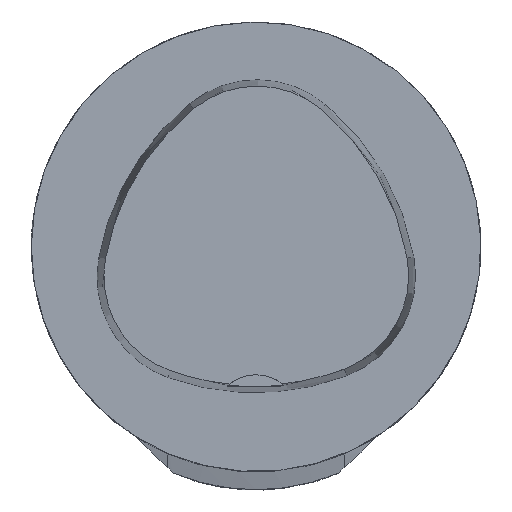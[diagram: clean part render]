
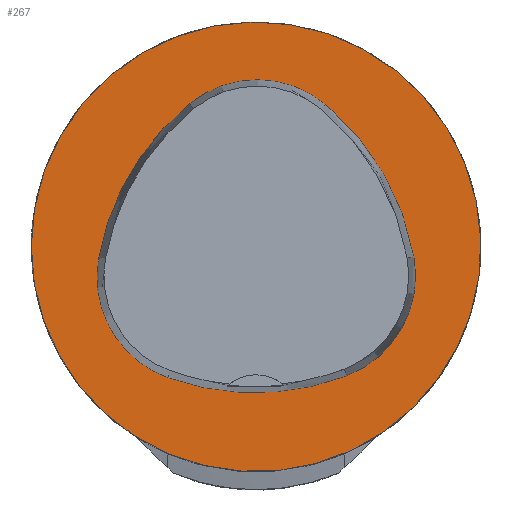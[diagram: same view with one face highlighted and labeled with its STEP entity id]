
A CAD part, top view. The second image highlights one B-rep face of the part: STEP entity #267.
In plain terms, the highlighted planar face has unit normal (0, 0, 1).
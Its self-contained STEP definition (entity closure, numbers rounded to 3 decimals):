
#267=ADVANCED_FACE('',(#346,#347),#303,.T.);
#303=PLANE('',#1004);
#346=FACE_BOUND('',#394,.T.);
#347=FACE_BOUND('',#395,.T.);
#394=EDGE_LOOP('',(#540,#541,#542,#543,#544,#545));
#395=EDGE_LOOP('',(#546));
#540=ORIENTED_EDGE('',*,*,#795,.T.);
#541=ORIENTED_EDGE('',*,*,#775,.T.);
#542=ORIENTED_EDGE('',*,*,#779,.T.);
#543=ORIENTED_EDGE('',*,*,#782,.T.);
#544=ORIENTED_EDGE('',*,*,#785,.T.);
#545=ORIENTED_EDGE('',*,*,#793,.T.);
#546=ORIENTED_EDGE('',*,*,#744,.F.);
#667=VERTEX_POINT('',#1509);
#693=VERTEX_POINT('',#1598);
#694=VERTEX_POINT('',#1599);
#697=VERTEX_POINT('',#1607);
#699=VERTEX_POINT('',#1613);
#701=VERTEX_POINT('',#1619);
#708=VERTEX_POINT('',#1640);
#744=EDGE_CURVE('',#667,#667,#830,.T.);
#775=EDGE_CURVE('',#693,#694,#837,.T.);
#779=EDGE_CURVE('',#694,#697,#839,.T.);
#782=EDGE_CURVE('',#697,#699,#841,.T.);
#785=EDGE_CURVE('',#699,#701,#843,.T.);
#793=EDGE_CURVE('',#701,#708,#847,.T.);
#795=EDGE_CURVE('',#708,#693,#849,.T.);
#830=CIRCLE('',#961,31.5);
#837=CIRCLE('',#982,36.);
#839=CIRCLE('',#985,15.);
#841=CIRCLE('',#988,36.);
#843=CIRCLE('',#991,15.);
#847=CIRCLE('',#996,36.);
#849=CIRCLE('',#999,15.);
#961=AXIS2_PLACEMENT_3D('',#1508,#1110,#1111);
#982=AXIS2_PLACEMENT_3D('',#1597,#1161,#1162);
#985=AXIS2_PLACEMENT_3D('',#1606,#1169,#1170);
#988=AXIS2_PLACEMENT_3D('',#1612,#1176,#1177);
#991=AXIS2_PLACEMENT_3D('',#1618,#1183,#1184);
#996=AXIS2_PLACEMENT_3D('',#1641,#1195,#1196);
#999=AXIS2_PLACEMENT_3D('',#1644,#1201,#1202);
#1004=AXIS2_PLACEMENT_3D('',#1649,#1211,#1212);
#1110=DIRECTION('',(0.,0.,-1.));
#1111=DIRECTION('',(-1.,0.,0.));
#1161=DIRECTION('',(0.,0.,-1.));
#1162=DIRECTION('',(-1.,0.,0.));
#1169=DIRECTION('',(0.,0.,-1.));
#1170=DIRECTION('',(-1.,0.,0.));
#1176=DIRECTION('',(0.,0.,-1.));
#1177=DIRECTION('',(-1.,0.,0.));
#1183=DIRECTION('',(0.,0.,-1.));
#1184=DIRECTION('',(-1.,0.,0.));
#1195=DIRECTION('',(0.,0.,-1.));
#1196=DIRECTION('',(-1.,0.,0.));
#1201=DIRECTION('',(0.,0.,-1.));
#1202=DIRECTION('',(-1.,0.,0.));
#1211=DIRECTION('',(0.,0.,1.));
#1212=DIRECTION('',(1.,0.,0.));
#1508=CARTESIAN_POINT('',(0.,0.,0.));
#1509=CARTESIAN_POINT('',(-31.5,0.,0.));
#1597=CARTESIAN_POINT('',(13.398,-7.893,0.));
#1598=CARTESIAN_POINT('',(-22.041,-1.562,0.));
#1599=CARTESIAN_POINT('',(-9.317,20.036,0.));
#1606=CARTESIAN_POINT('',(0.148,8.399,0.));
#1607=CARTESIAN_POINT('',(9.779,19.898,0.));
#1612=CARTESIAN_POINT('',(-13.337,-7.7,0.));
#1613=CARTESIAN_POINT('',(22.122,-1.48,0.));
#1618=CARTESIAN_POINT('',(7.347,-4.071,0.));
#1619=CARTESIAN_POINT('',(12.693,-18.087,0.));
#1640=CARTESIAN_POINT('',(-12.373,-18.307,0.));
#1641=CARTESIAN_POINT('',(-0.137,15.55,0.));
#1644=CARTESIAN_POINT('',(-7.275,-4.2,0.));
#1649=CARTESIAN_POINT('',(0.,0.,0.));
